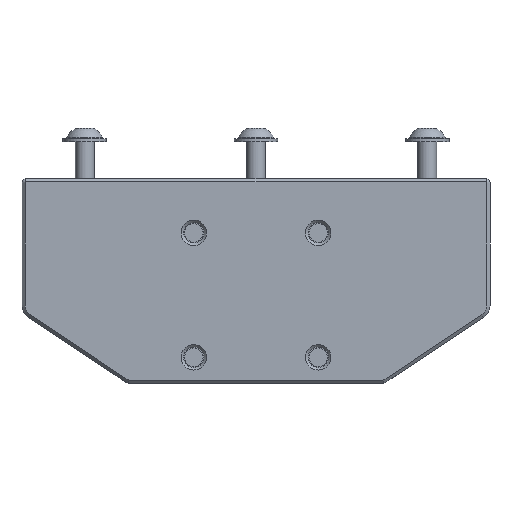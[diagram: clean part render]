
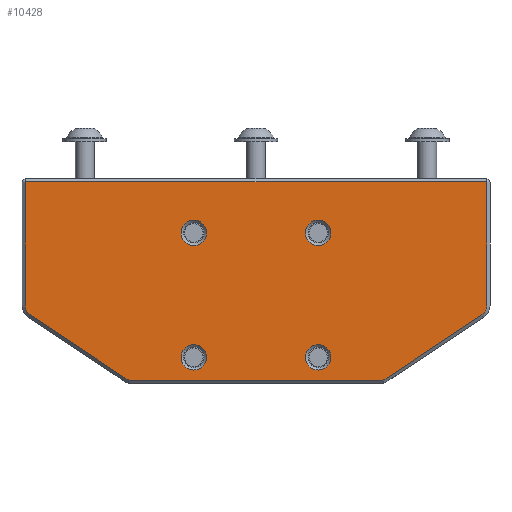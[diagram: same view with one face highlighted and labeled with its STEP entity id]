
A CAD part, left-side view. The second image highlights one B-rep face of the part: STEP entity #10428.
In plain terms, the highlighted planar face has unit normal (-1, 0, 0).
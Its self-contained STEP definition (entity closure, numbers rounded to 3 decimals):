
#883=FACE_BOUND('',#2227,.T.);
#884=FACE_BOUND('',#2228,.T.);
#885=FACE_BOUND('',#2229,.T.);
#886=FACE_BOUND('',#2230,.T.);
#1038=PLANE('',#11180);
#1588=FACE_OUTER_BOUND('',#2226,.T.);
#2226=EDGE_LOOP('',(#9114,#9115,#9116,#9117,#9118,#9119,#9120,#9121,#9122,
#9123));
#2227=EDGE_LOOP('',(#9124));
#2228=EDGE_LOOP('',(#9125));
#2229=EDGE_LOOP('',(#9126));
#2230=EDGE_LOOP('',(#9127));
#2926=LINE('',#25519,#3731);
#2929=LINE('',#25527,#3734);
#2932=LINE('',#25535,#3737);
#2935=LINE('',#25543,#3740);
#2938=LINE('',#25551,#3743);
#2943=LINE('',#25719,#3748);
#3731=VECTOR('',#12873,10.);
#3734=VECTOR('',#12882,10.);
#3737=VECTOR('',#12891,10.);
#3740=VECTOR('',#12900,10.);
#3743=VECTOR('',#12909,10.);
#3748=VECTOR('',#12924,10.);
#4175=CIRCLE('',#11165,1.846);
#4176=CIRCLE('',#11168,0.139);
#4177=CIRCLE('',#11171,0.139);
#4178=CIRCLE('',#11174,1.846);
#4179=CIRCLE('',#11181,2.05);
#4180=CIRCLE('',#11182,2.05);
#4181=CIRCLE('',#11183,2.05);
#4182=CIRCLE('',#11184,2.05);
#5027=VERTEX_POINT('',#25515);
#5028=VERTEX_POINT('',#25517);
#5029=VERTEX_POINT('',#25521);
#5030=VERTEX_POINT('',#25525);
#5031=VERTEX_POINT('',#25529);
#5032=VERTEX_POINT('',#25533);
#5033=VERTEX_POINT('',#25537);
#5034=VERTEX_POINT('',#25541);
#5035=VERTEX_POINT('',#25545);
#5036=VERTEX_POINT('',#25549);
#5047=VERTEX_POINT('',#25720);
#5048=VERTEX_POINT('',#25722);
#5049=VERTEX_POINT('',#25724);
#5050=VERTEX_POINT('',#25726);
#6417=EDGE_CURVE('',#5028,#5027,#2926,.T.);
#6419=EDGE_CURVE('',#5029,#5028,#4175,.T.);
#6421=EDGE_CURVE('',#5030,#5029,#2929,.T.);
#6423=EDGE_CURVE('',#5031,#5030,#4176,.T.);
#6425=EDGE_CURVE('',#5032,#5031,#2932,.T.);
#6427=EDGE_CURVE('',#5033,#5032,#4177,.T.);
#6429=EDGE_CURVE('',#5034,#5033,#2935,.T.);
#6431=EDGE_CURVE('',#5035,#5034,#4178,.T.);
#6433=EDGE_CURVE('',#5036,#5035,#2938,.T.);
#6448=EDGE_CURVE('',#5036,#5027,#2943,.T.);
#6449=EDGE_CURVE('',#5047,#5047,#4179,.T.);
#6450=EDGE_CURVE('',#5048,#5048,#4180,.T.);
#6451=EDGE_CURVE('',#5049,#5049,#4181,.T.);
#6452=EDGE_CURVE('',#5050,#5050,#4182,.T.);
#9114=ORIENTED_EDGE('',*,*,#6433,.F.);
#9115=ORIENTED_EDGE('',*,*,#6448,.T.);
#9116=ORIENTED_EDGE('',*,*,#6417,.F.);
#9117=ORIENTED_EDGE('',*,*,#6419,.F.);
#9118=ORIENTED_EDGE('',*,*,#6421,.F.);
#9119=ORIENTED_EDGE('',*,*,#6423,.F.);
#9120=ORIENTED_EDGE('',*,*,#6425,.F.);
#9121=ORIENTED_EDGE('',*,*,#6427,.F.);
#9122=ORIENTED_EDGE('',*,*,#6429,.F.);
#9123=ORIENTED_EDGE('',*,*,#6431,.F.);
#9124=ORIENTED_EDGE('',*,*,#6449,.F.);
#9125=ORIENTED_EDGE('',*,*,#6450,.F.);
#9126=ORIENTED_EDGE('',*,*,#6451,.F.);
#9127=ORIENTED_EDGE('',*,*,#6452,.F.);
#10428=ADVANCED_FACE('',(#1588,#883,#884,#885,#886),#1038,.T.);
#11165=AXIS2_PLACEMENT_3D('',#25523,#12877,#12878);
#11168=AXIS2_PLACEMENT_3D('',#25531,#12886,#12887);
#11171=AXIS2_PLACEMENT_3D('',#25539,#12895,#12896);
#11174=AXIS2_PLACEMENT_3D('',#25547,#12904,#12905);
#11180=AXIS2_PLACEMENT_3D('',#25718,#12922,#12923);
#11181=AXIS2_PLACEMENT_3D('',#25721,#12925,#12926);
#11182=AXIS2_PLACEMENT_3D('',#25723,#12927,#12928);
#11183=AXIS2_PLACEMENT_3D('',#25725,#12929,#12930);
#11184=AXIS2_PLACEMENT_3D('',#25727,#12931,#12932);
#12873=DIRECTION('',(0.,0.833,-0.553));
#12877=DIRECTION('center_axis',(1.,0.,0.));
#12878=DIRECTION('ref_axis',(0.,-0.881,-0.473));
#12882=DIRECTION('',(0.,0.,-1.));
#12886=DIRECTION('center_axis',(1.,0.,0.));
#12887=DIRECTION('ref_axis',(0.,-0.707,0.707));
#12891=DIRECTION('',(0.,-1.,0.));
#12895=DIRECTION('center_axis',(1.,0.,0.));
#12896=DIRECTION('ref_axis',(0.,0.707,0.707));
#12900=DIRECTION('',(0.,0.,1.));
#12904=DIRECTION('center_axis',(1.,0.,0.));
#12905=DIRECTION('ref_axis',(0.,0.881,-0.473));
#12909=DIRECTION('',(0.,0.833,0.553));
#12922=DIRECTION('center_axis',(-1.,0.,0.));
#12923=DIRECTION('ref_axis',(0.,0.,-1.));
#12924=DIRECTION('',(0.,-1.,0.));
#12925=DIRECTION('center_axis',(-1.,0.,0.));
#12926=DIRECTION('ref_axis',(0.,1.,0.));
#12927=DIRECTION('center_axis',(-1.,0.,0.));
#12928=DIRECTION('ref_axis',(0.,-1.,0.));
#12929=DIRECTION('center_axis',(-1.,0.,0.));
#12930=DIRECTION('ref_axis',(0.,-1.,0.));
#12931=DIRECTION('center_axis',(-1.,0.,0.));
#12932=DIRECTION('ref_axis',(0.,1.,0.));
#25515=CARTESIAN_POINT('',(94.405,229.785,-45.751));
#25517=CARTESIAN_POINT('',(94.405,213.911,-35.203));
#25519=CARTESIAN_POINT('',(94.405,230.009,-45.9));
#25521=CARTESIAN_POINT('',(94.405,213.087,-33.665));
#25523=CARTESIAN_POINT('Origin',(94.405,214.932,-33.665));
#25525=CARTESIAN_POINT('',(94.405,213.087,-13.988));
#25527=CARTESIAN_POINT('',(94.405,213.087,-20.958));
#25529=CARTESIAN_POINT('',(94.405,213.226,-13.849));
#25531=CARTESIAN_POINT('Origin',(94.405,213.226,-13.988));
#25533=CARTESIAN_POINT('',(94.405,287.159,-13.849));
#25535=CARTESIAN_POINT('',(94.405,271.511,-13.849));
#25537=CARTESIAN_POINT('',(94.405,287.298,-13.988));
#25539=CARTESIAN_POINT('Origin',(94.405,287.159,-13.988));
#25541=CARTESIAN_POINT('',(94.405,287.298,-33.665));
#25543=CARTESIAN_POINT('',(94.405,287.298,-20.958));
#25545=CARTESIAN_POINT('',(94.405,286.474,-35.203));
#25547=CARTESIAN_POINT('Origin',(94.405,285.452,-33.665));
#25549=CARTESIAN_POINT('',(94.405,270.6,-45.751));
#25551=CARTESIAN_POINT('',(94.405,281.613,-38.432));
#25718=CARTESIAN_POINT('Origin',(94.405,266.392,-17.039));
#25719=CARTESIAN_POINT('',(94.405,233.992,-45.751));
#25720=CARTESIAN_POINT('',(94.405,258.142,-22.039));
#25721=CARTESIAN_POINT('Origin',(94.405,260.192,-22.039));
#25722=CARTESIAN_POINT('',(94.405,242.242,-22.039));
#25723=CARTESIAN_POINT('Origin',(94.405,240.192,-22.039));
#25724=CARTESIAN_POINT('',(94.405,242.242,-42.039));
#25725=CARTESIAN_POINT('Origin',(94.405,240.192,-42.039));
#25726=CARTESIAN_POINT('',(94.405,258.142,-42.039));
#25727=CARTESIAN_POINT('Origin',(94.405,260.192,-42.039));
